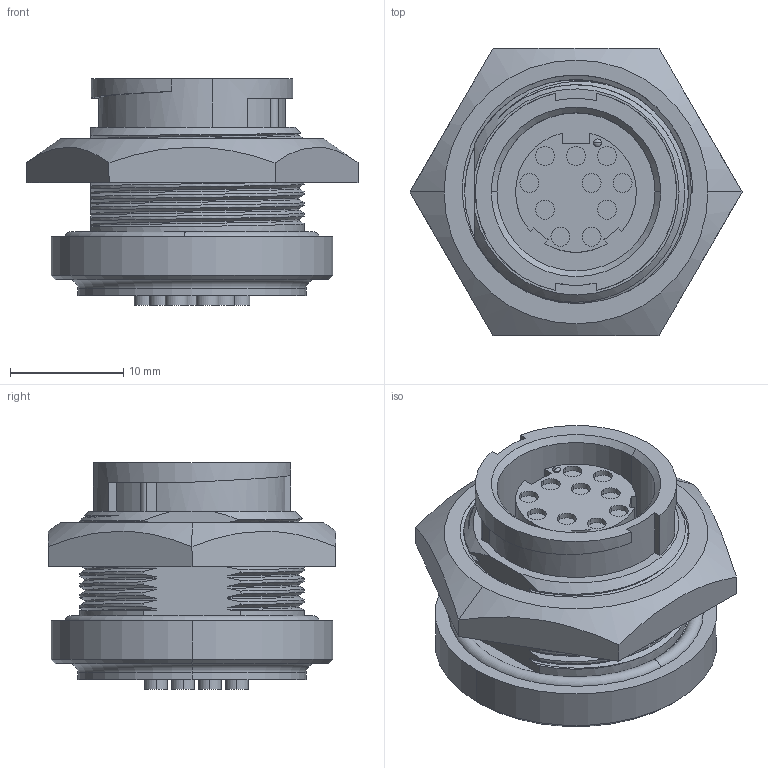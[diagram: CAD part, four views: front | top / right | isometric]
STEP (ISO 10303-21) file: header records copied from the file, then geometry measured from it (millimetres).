
FILE_DESCRIPTION (( 'STEP AP203' ), '1' );
FILE_NAME ('W4281-10SG-300.STEP', '2017-01-12T19:26:29', ( '' ), ( '' ), 'SwSTEP 2.0', 'SolidWorks 2014', '' );
FILE_SCHEMA (( 'CONFIG_CONTROL_DESIGN' ));
Length unit declared in the file: millimetre
Products named in the file (1): W4281-10SG-300
Bounding box: 29.33 x 25.4 x 20.04 mm (x, y, z)
Volume: 5935.1 mm3; surface area: 4433.3 mm2
Topology: 2 solids, 2 shells, 196 faces, 477 edges, 314 vertices
Faces by surface type: cylinder 91, plane 66, bspline 24, cone 9, torus 4, sphere 2
Entity records: 15795 total; most frequent: CARTESIAN_POINT 11338, ORIENTED_EDGE 954, DIRECTION 861, EDGE_CURVE 477, AXIS2_PLACEMENT_3D 330, VERTEX_POINT 314, EDGE_LOOP 227, VECTOR 201
